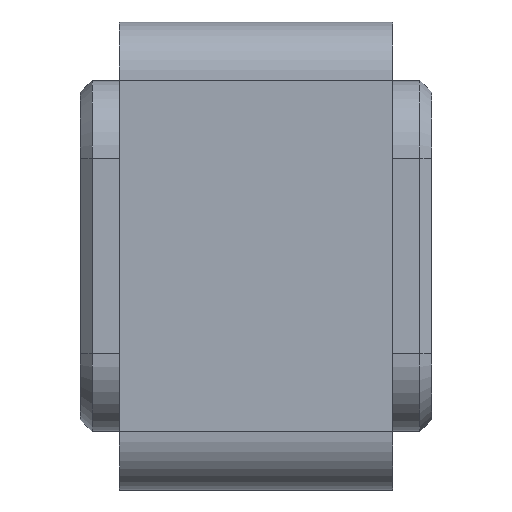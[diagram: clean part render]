
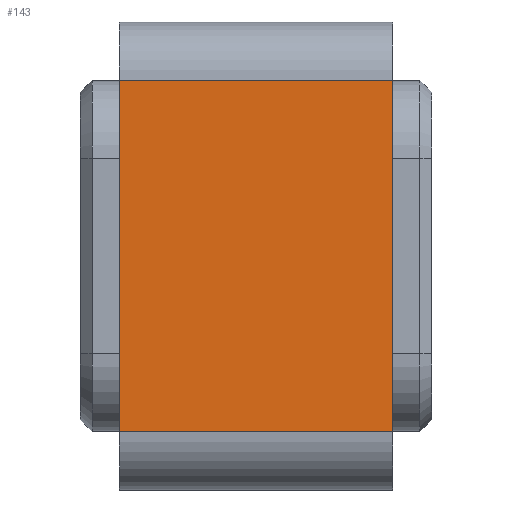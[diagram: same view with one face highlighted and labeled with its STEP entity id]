
A CAD part, left-side view. The second image highlights one B-rep face of the part: STEP entity #143.
In plain terms, the highlighted planar face has unit normal (-1, 0, 0).
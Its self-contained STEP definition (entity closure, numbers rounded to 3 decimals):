
#8 = ORIENTED_EDGE ( 'NONE', *, *, #68, .T. ) ;
#33 = CARTESIAN_POINT ( 'NONE',  ( -10., 14., 9. ) ) ;
#47 = VECTOR ( 'NONE', #931, 1000. ) ;
#68 = EDGE_CURVE ( 'NONE', #693, #310, #897, .T. ) ;
#143 = ADVANCED_FACE ( 'NONE', ( #1144 ), #627, .F. ) ;
#222 = EDGE_CURVE ( 'NONE', #228, #771, #515, .T. ) ;
#228 = VERTEX_POINT ( 'NONE', #1227 ) ;
#238 = ORIENTED_EDGE ( 'NONE', *, *, #222, .F. ) ;
#257 = VECTOR ( 'NONE', #669, 1000. ) ;
#298 = ORIENTED_EDGE ( 'NONE', *, *, #608, .T. ) ;
#304 = LINE ( 'NONE', #716, #47 ) ;
#310 = VERTEX_POINT ( 'NONE', #426 ) ;
#377 = LINE ( 'NONE', #890, #257 ) ;
#379 = VECTOR ( 'NONE', #1306, 1000. ) ;
#421 = CARTESIAN_POINT ( 'NONE',  ( -10., 14., 0. ) ) ;
#424 = AXIS2_PLACEMENT_3D ( 'NONE', #421, #537, #438 ) ;
#426 = CARTESIAN_POINT ( 'NONE',  ( -10., 0., 9. ) ) ;
#438 = DIRECTION ( 'NONE',  ( 0., 0., -1. ) ) ;
#515 = LINE ( 'NONE', #1152, #912 ) ;
#524 = EDGE_CURVE ( 'NONE', #310, #771, #377, .T. ) ;
#537 = DIRECTION ( 'NONE',  ( 1., 0., 0. ) ) ;
#581 = CARTESIAN_POINT ( 'NONE',  ( -10., 0., 0. ) ) ;
#608 = EDGE_CURVE ( 'NONE', #228, #693, #304, .T. ) ;
#627 = PLANE ( 'NONE',  #424 ) ;
#669 = DIRECTION ( 'NONE',  ( 0., 1., 0. ) ) ;
#693 = VERTEX_POINT ( 'NONE', #1121 ) ;
#716 = CARTESIAN_POINT ( 'NONE',  ( -10., 0., -9. ) ) ;
#771 = VERTEX_POINT ( 'NONE', #33 ) ;
#890 = CARTESIAN_POINT ( 'NONE',  ( -10., 14., 9. ) ) ;
#897 = LINE ( 'NONE', #581, #379 ) ;
#912 = VECTOR ( 'NONE', #929, 1000. ) ;
#929 = DIRECTION ( 'NONE',  ( 0., 0., 1. ) ) ;
#931 = DIRECTION ( 'NONE',  ( 0., -1., 0. ) ) ;
#1121 = CARTESIAN_POINT ( 'NONE',  ( -10., 0., -9. ) ) ;
#1124 = EDGE_LOOP ( 'NONE', ( #238, #298, #8, #1212 ) ) ;
#1144 = FACE_OUTER_BOUND ( 'NONE', #1124, .T. ) ;
#1152 = CARTESIAN_POINT ( 'NONE',  ( -10., 14., 0. ) ) ;
#1212 = ORIENTED_EDGE ( 'NONE', *, *, #524, .T. ) ;
#1227 = CARTESIAN_POINT ( 'NONE',  ( -10., 14., -9. ) ) ;
#1306 = DIRECTION ( 'NONE',  ( 0., 0., 1. ) ) ;
